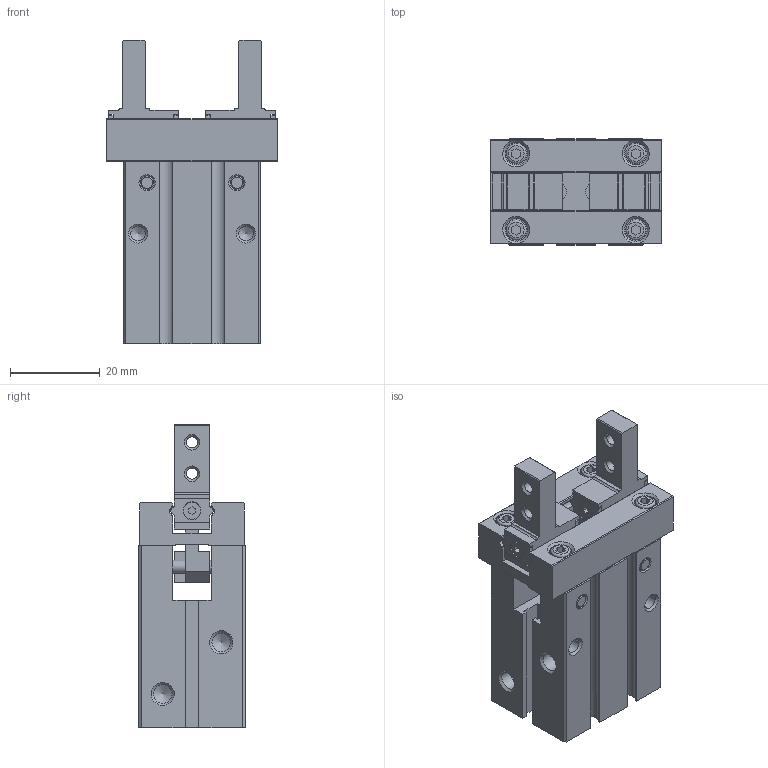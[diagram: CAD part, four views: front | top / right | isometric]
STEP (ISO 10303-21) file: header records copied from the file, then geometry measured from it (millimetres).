
FILE_DESCRIPTION((''),'2;1');
FILE_NAME('GR04.122-1616.stp','2007-10-16T13:54:15',('Administrator'),(''),'Autodesk Inventor 11','Autodesk Inventor 11','');
FILE_SCHEMA(('AUTOMOTIVE_DESIGN { 1 0 10303 214 1 1 1 1 }'));
Length unit declared in the file: millimetre
Products named in the file (1): GR04.122-1616
Bounding box: 38 x 23.6 x 67.5 mm (x, y, z)
Volume: 30406.6 mm3; surface area: 15918.3 mm2
Topology: 5 solids, 5 shells, 406 faces, 1050 edges, 680 vertices
Faces by surface type: plane 230, bspline 78, cylinder 64, cone 26, torus 8
Full cylindrical faces by diameter (mm): 2.9 x4, 3 x4, 3.242 x2, 3.8 x2, 4 x2, 4.5 x4, 5 x4, 17 x1, 18 x1
Entity records: 12303 total; most frequent: CARTESIAN_POINT 2887, ORIENTED_EDGE 1880, DIRECTION 1856, EDGE_CURVE 940, VECTOR 674, LINE 674, VERTEX_POINT 654, AXIS2_PLACEMENT_3D 591
